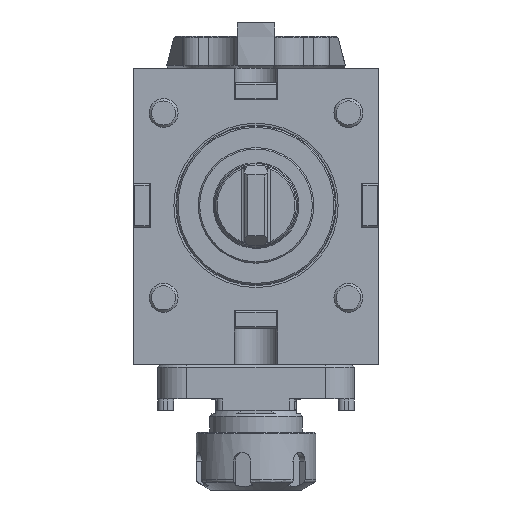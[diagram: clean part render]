
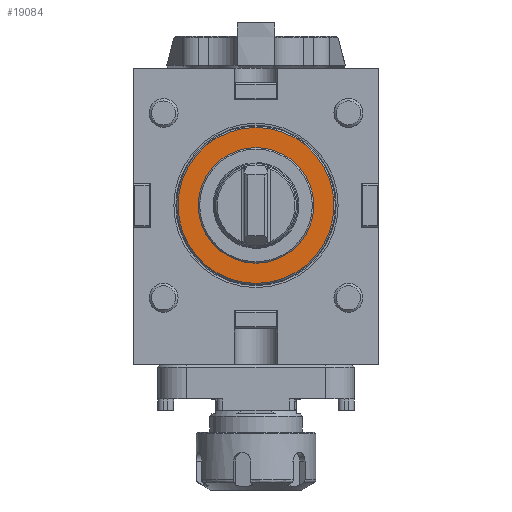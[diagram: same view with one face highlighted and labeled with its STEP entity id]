
A CAD part, front view. The second image highlights one B-rep face of the part: STEP entity #19084.
In plain terms, the highlighted planar face has unit normal (0, -1, 0).
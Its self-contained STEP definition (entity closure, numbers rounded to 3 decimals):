
#2386 = VERTEX_POINT ( 'NONE', #31828 ) ;
#7448 = EDGE_CURVE ( 'NONE', #2386, #2386, #17338, .T. ) ;
#9652 = AXIS2_PLACEMENT_3D ( 'NONE', #18408, #18934, #36578 ) ;
#12300 = DIRECTION ( 'NONE',  ( 0., -1., 0. ) ) ;
#13797 = VERTEX_POINT ( 'NONE', #22671 ) ;
#17338 = CIRCLE ( 'NONE', #25279, 27. ) ;
#18408 = CARTESIAN_POINT ( 'NONE',  ( 0., -130., 20. ) ) ;
#18934 = DIRECTION ( 'NONE',  ( 0., 1., 0. ) ) ;
#19084 = ADVANCED_FACE ( 'NONE', ( #25996, #37738 ), #33321, .F. ) ;
#20047 = EDGE_LOOP ( 'NONE', ( #23367 ) ) ;
#20436 = ORIENTED_EDGE ( 'NONE', *, *, #7448, .T. ) ;
#22076 = EDGE_CURVE ( 'NONE', #13797, #13797, #32870, .T. ) ;
#22671 = CARTESIAN_POINT ( 'NONE',  ( -20., -130., 0. ) ) ;
#23329 = AXIS2_PLACEMENT_3D ( 'NONE', #38960, #38828, #27016 ) ;
#23367 = ORIENTED_EDGE ( 'NONE', *, *, #22076, .T. ) ;
#24201 = CARTESIAN_POINT ( 'NONE',  ( 0., -130., 0. ) ) ;
#25279 = AXIS2_PLACEMENT_3D ( 'NONE', #24201, #12300, #36913 ) ;
#25996 = FACE_OUTER_BOUND ( 'NONE', #31069, .T. ) ;
#27016 = DIRECTION ( 'NONE',  ( -1., 0., 0. ) ) ;
#31069 = EDGE_LOOP ( 'NONE', ( #20436 ) ) ;
#31828 = CARTESIAN_POINT ( 'NONE',  ( -27., -130., 0. ) ) ;
#32870 = CIRCLE ( 'NONE', #23329, 20. ) ;
#33321 = PLANE ( 'NONE',  #9652 ) ;
#36578 = DIRECTION ( 'NONE',  ( -1., 0., 0. ) ) ;
#36913 = DIRECTION ( 'NONE',  ( -1., 0., 0. ) ) ;
#37738 = FACE_BOUND ( 'NONE', #20047, .T. ) ;
#38828 = DIRECTION ( 'NONE',  ( 0., 1., 0. ) ) ;
#38960 = CARTESIAN_POINT ( 'NONE',  ( 0., -130., 0. ) ) ;
